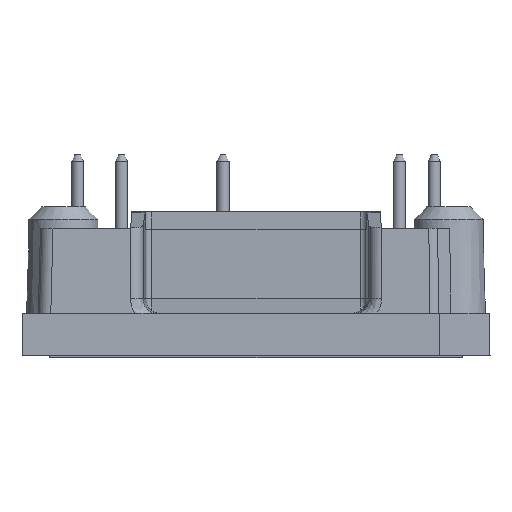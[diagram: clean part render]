
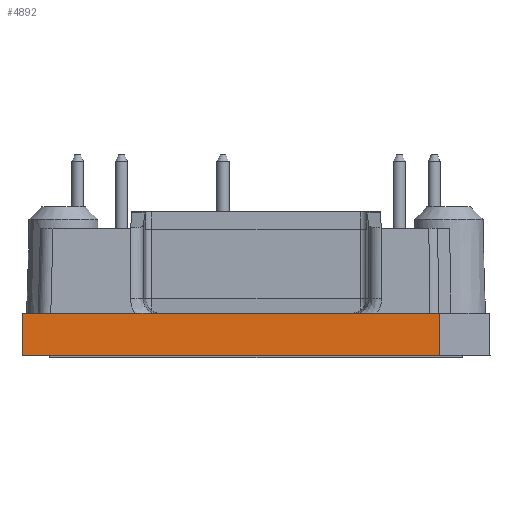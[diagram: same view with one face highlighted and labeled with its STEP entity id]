
A CAD part, left-side view. The second image highlights one B-rep face of the part: STEP entity #4892.
In plain terms, the highlighted planar face has unit normal (-1, 0, 0.018).
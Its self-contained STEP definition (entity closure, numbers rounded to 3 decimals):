
#1286=ORIENTED_EDGE('',*,*,#2188,.F.);
#1287=ORIENTED_EDGE('',*,*,#2014,.T.);
#1288=ORIENTED_EDGE('',*,*,#2023,.T.);
#1289=ORIENTED_EDGE('',*,*,#1914,.F.);
#1914=EDGE_CURVE('',#2527,#2528,#2942,.T.);
#2014=EDGE_CURVE('',#2598,#2596,#3003,.T.);
#2023=EDGE_CURVE('',#2596,#2528,#3012,.T.);
#2188=EDGE_CURVE('',#2598,#2527,#3104,.T.);
#2527=VERTEX_POINT('',#9981);
#2528=VERTEX_POINT('',#9982);
#2596=VERTEX_POINT('',#10231);
#2598=VERTEX_POINT('',#10234);
#2942=LINE('',#9980,#3266);
#3003=LINE('',#10233,#3327);
#3012=LINE('',#10250,#3336);
#3104=LINE('',#10738,#3428);
#3266=VECTOR('',#8360,1000.);
#3327=VECTOR('',#8539,1000.);
#3336=VECTOR('',#8556,1000.);
#3428=VECTOR('',#8968,1000.);
#3749=EDGE_LOOP('',(#1286,#1287,#1288,#1289));
#4277=FACE_BOUND('',#3749,.T.);
#4630=PLANE('',#7754);
#4892=ADVANCED_FACE('',(#4277),#4630,.T.);
#7754=AXIS2_PLACEMENT_3D('',#10737,#8966,#8967);
#8360=DIRECTION('',(0.,1.,0.));
#8539=DIRECTION('',(0.,1.,0.));
#8556=DIRECTION('',(-0.017,0.017,-1.));
#8966=DIRECTION('',(-1.,0.,0.017));
#8967=DIRECTION('',(0.017,0.,1.));
#8968=DIRECTION('',(-0.017,-0.007,-1.));
#9980=CARTESIAN_POINT('',(-43.5,0.25,5.));
#9981=CARTESIAN_POINT('',(-43.5,-14.45,5.));
#9982=CARTESIAN_POINT('',(-43.5,18.95,5.));
#10231=CARTESIAN_POINT('',(-43.441,18.891,8.4));
#10233=CARTESIAN_POINT('',(-43.441,0.25,8.4));
#10234=CARTESIAN_POINT('',(-43.441,-14.425,8.4));
#10250=CARTESIAN_POINT('',(-43.494,18.944,5.326));
#10737=CARTESIAN_POINT('',(-43.5,0.25,5.));
#10738=CARTESIAN_POINT('',(-43.498,-14.449,5.134));
